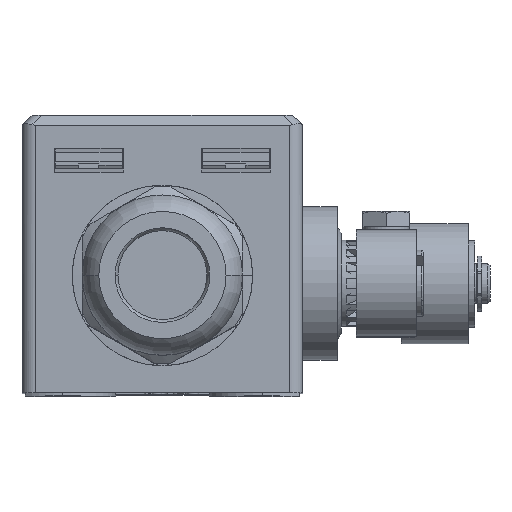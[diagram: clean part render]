
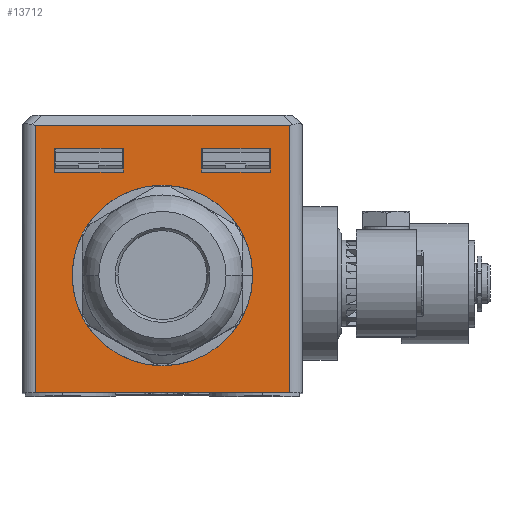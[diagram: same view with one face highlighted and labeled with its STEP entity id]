
A CAD part, top view. The second image highlights one B-rep face of the part: STEP entity #13712.
In plain terms, the highlighted planar face has unit normal (0, 0, 1).
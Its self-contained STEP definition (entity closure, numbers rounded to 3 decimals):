
#2526 = VERTEX_POINT ( 'NONE', #67102 ) ;
#8998 = ORIENTED_EDGE ( 'NONE', *, *, #31036, .F. ) ;
#8999 = ORIENTED_EDGE ( 'NONE', *, *, #31037, .T. ) ;
#9000 = ORIENTED_EDGE ( 'NONE', *, *, #31038, .T. ) ;
#9001 = ORIENTED_EDGE ( 'NONE', *, *, #31039, .F. ) ;
#9002 = ORIENTED_EDGE ( 'NONE', *, *, #31040, .F. ) ;
#9003 = ORIENTED_EDGE ( 'NONE', *, *, #31041, .F. ) ;
#9004 = ORIENTED_EDGE ( 'NONE', *, *, #31042, .T. ) ;
#9005 = ORIENTED_EDGE ( 'NONE', *, *, #31043, .T. ) ;
#9006 = ORIENTED_EDGE ( 'NONE', *, *, #31044, .F. ) ;
#9007 = ORIENTED_EDGE ( 'NONE', *, *, #52655, .F. ) ;
#9008 = ORIENTED_EDGE ( 'NONE', *, *, #49658, .T. ) ;
#9009 = ORIENTED_EDGE ( 'NONE', *, *, #31045, .T. ) ;
#9010 = ORIENTED_EDGE ( 'NONE', *, *, #31046, .T. ) ;
#9011 = ORIENTED_EDGE ( 'NONE', *, *, #31047, .T. ) ;
#13712 = ADVANCED_FACE ( 'NONE', ( #59164, #59195, #59197, #59198 ), #59199, .F. ) ;
#21042 = LINE ( 'NONE', #21051, #39845 ) ;
#21046 = LINE ( 'NONE', #21054, #39847 ) ;
#21049 = LINE ( 'NONE', #21057, #39849 ) ;
#21051 = CARTESIAN_POINT ( 'NONE',  ( 5.85, 32.971, 46.25 ) ) ;
#21052 = LINE ( 'NONE', #21063, #39851 ) ;
#21053 = DIRECTION ( 'NONE',  ( 1., 0., 0. ) ) ;
#21054 = CARTESIAN_POINT ( 'NONE',  ( 5.85, 36.5, 46.25 ) ) ;
#21055 = LINE ( 'NONE', #21066, #39855 ) ;
#21056 = DIRECTION ( 'NONE',  ( 0., 1., 0. ) ) ;
#21057 = CARTESIAN_POINT ( 'NONE',  ( 5.85, 36.5, 46.25 ) ) ;
#21058 = DIRECTION ( 'NONE',  ( 1., 0., 0. ) ) ;
#21059 = LINE ( 'NONE', #21061, #39853 ) ;
#21060 = LINE ( 'NONE', #21068, #39858 ) ;
#21061 = CARTESIAN_POINT ( 'NONE',  ( 16.15, 36.5, 46.25 ) ) ;
#21062 = DIRECTION ( 'NONE',  ( 0., 1., 0. ) ) ;
#21063 = CARTESIAN_POINT ( 'NONE',  ( -5.85, 36.5, 46.25 ) ) ;
#21064 = LINE ( 'NONE', #21071, #39860 ) ;
#21065 = DIRECTION ( 'NONE',  ( -1., 0., 0. ) ) ;
#21066 = CARTESIAN_POINT ( 'NONE',  ( -5.85, 36.5, 46.25 ) ) ;
#21067 = DIRECTION ( 'NONE',  ( 0., 1., 0. ) ) ;
#21068 = CARTESIAN_POINT ( 'NONE',  ( -5.85, 32.971, 46.25 ) ) ;
#21069 = CARTESIAN_POINT ( 'NONE',  ( 19., 33.5, 46.25 ) ) ;
#21070 = DIRECTION ( 'NONE',  ( -1., 0., 0. ) ) ;
#21071 = CARTESIAN_POINT ( 'NONE',  ( -16.15, 36.5, 46.25 ) ) ;
#21072 = DIRECTION ( 'NONE',  ( 0., 1., 0. ) ) ;
#21073 = LINE ( 'NONE', #21081, #39866 ) ;
#21075 = LINE ( 'NONE', #21069, #39862 ) ;
#21076 = CARTESIAN_POINT ( 'NONE',  ( 0., 17.5, 46.25 ) ) ;
#21077 = DIRECTION ( 'NONE',  ( 0., 0., 1. ) ) ;
#21078 = DIRECTION ( 'NONE',  ( 1., 0., 0. ) ) ;
#21080 = DIRECTION ( 'NONE',  ( 0., 1., 0. ) ) ;
#21081 = CARTESIAN_POINT ( 'NONE',  ( -21., 40., 46.25 ) ) ;
#21082 = DIRECTION ( 'NONE',  ( -1., 0., 0. ) ) ;
#21083 = LINE ( 'NONE', #21084, #39873 ) ;
#21084 = CARTESIAN_POINT ( 'NONE',  ( -19., 33.5, 46.25 ) ) ;
#21085 = DIRECTION ( 'NONE',  ( 0., -1., 0. ) ) ;
#21952 = VERTEX_POINT ( 'NONE', #45617 ) ;
#21954 = VERTEX_POINT ( 'NONE', #45619 ) ;
#22628 = VERTEX_POINT ( 'NONE', #45931 ) ;
#22732 = AXIS2_PLACEMENT_3D ( 'NONE', #59194, #59163, #59200 ) ;
#23486 = VECTOR ( 'NONE', #57070, 1000. ) ;
#31036 = EDGE_CURVE ( 'NONE', #54711, #54718, #21042, .T. ) ;
#31037 = EDGE_CURVE ( 'NONE', #54711, #54721, #21046, .T. ) ;
#31038 = EDGE_CURVE ( 'NONE', #54721, #54722, #21049, .T. ) ;
#31039 = EDGE_CURVE ( 'NONE', #54718, #54722, #21059, .T. ) ;
#31040 = EDGE_CURVE ( 'NONE', #54705, #54723, #21052, .T. ) ;
#31041 = EDGE_CURVE ( 'NONE', #54719, #54705, #21055, .T. ) ;
#31042 = EDGE_CURVE ( 'NONE', #54719, #54726, #21060, .T. ) ;
#31043 = EDGE_CURVE ( 'NONE', #54726, #54723, #21064, .T. ) ;
#31044 = EDGE_CURVE ( 'NONE', #21954, #21952, #39864, .T. ) ;
#31045 = EDGE_CURVE ( 'NONE', #22628, #54724, #21075, .T. ) ;
#31046 = EDGE_CURVE ( 'NONE', #54724, #54728, #21073, .T. ) ;
#31047 = EDGE_CURVE ( 'NONE', #54728, #2526, #21083, .T. ) ;
#32600 = EDGE_LOOP ( 'NONE', ( #9002, #9003, #9004, #9005 ) ) ;
#32602 = EDGE_LOOP ( 'NONE', ( #9006, #9007 ) ) ;
#32603 = EDGE_LOOP ( 'NONE', ( #8998, #8999, #9000, #9001 ) ) ;
#32619 = EDGE_LOOP ( 'NONE', ( #9008, #9009, #9010, #9011 ) ) ;
#39845 = VECTOR ( 'NONE', #21053, 1000. ) ;
#39847 = VECTOR ( 'NONE', #21056, 1000. ) ;
#39849 = VECTOR ( 'NONE', #21058, 1000. ) ;
#39851 = VECTOR ( 'NONE', #21065, 1000. ) ;
#39853 = VECTOR ( 'NONE', #21062, 1000. ) ;
#39855 = VECTOR ( 'NONE', #21067, 1000. ) ;
#39858 = VECTOR ( 'NONE', #21070, 1000. ) ;
#39860 = VECTOR ( 'NONE', #21072, 1000. ) ;
#39862 = VECTOR ( 'NONE', #21080, 1000. ) ;
#39864 = CIRCLE ( 'NONE', #39868, 8.75 ) ;
#39866 = VECTOR ( 'NONE', #21082, 1000. ) ;
#39868 = AXIS2_PLACEMENT_3D ( 'NONE', #21076, #21077, #21078 ) ;
#39873 = VECTOR ( 'NONE', #21085, 1000. ) ;
#40209 = CARTESIAN_POINT ( 'NONE',  ( -5.85, 36.5, 46.25 ) ) ;
#40220 = CARTESIAN_POINT ( 'NONE',  ( 5.85, 32.971, 46.25 ) ) ;
#40233 = CARTESIAN_POINT ( 'NONE',  ( 16.15, 32.971, 46.25 ) ) ;
#40235 = CARTESIAN_POINT ( 'NONE',  ( -5.85, 32.971, 46.25 ) ) ;
#40239 = CARTESIAN_POINT ( 'NONE',  ( 5.85, 36.5, 46.25 ) ) ;
#40241 = CARTESIAN_POINT ( 'NONE',  ( 16.15, 36.5, 46.25 ) ) ;
#40243 = CARTESIAN_POINT ( 'NONE',  ( -16.15, 36.5, 46.25 ) ) ;
#40245 = CARTESIAN_POINT ( 'NONE',  ( 19., 40., 46.25 ) ) ;
#40248 = CARTESIAN_POINT ( 'NONE',  ( -16.15, 32.971, 46.25 ) ) ;
#40252 = CARTESIAN_POINT ( 'NONE',  ( -19., 40., 46.25 ) ) ;
#45617 = CARTESIAN_POINT ( 'NONE',  ( -8.75, 17.5, 46.25 ) ) ;
#45619 = CARTESIAN_POINT ( 'NONE',  ( 8.75, 17.5, 46.25 ) ) ;
#45931 = CARTESIAN_POINT ( 'NONE',  ( 19., 0., 46.25 ) ) ;
#46426 = CIRCLE ( 'NONE', #46428, 8.75 ) ;
#46428 = AXIS2_PLACEMENT_3D ( 'NONE', #64465, #64466, #64467 ) ;
#49658 = EDGE_CURVE ( 'NONE', #2526, #22628, #57042, .T. ) ;
#52655 = EDGE_CURVE ( 'NONE', #21952, #21954, #46426, .T. ) ;
#54705 = VERTEX_POINT ( 'NONE', #40209 ) ;
#54711 = VERTEX_POINT ( 'NONE', #40220 ) ;
#54718 = VERTEX_POINT ( 'NONE', #40233 ) ;
#54719 = VERTEX_POINT ( 'NONE', #40235 ) ;
#54721 = VERTEX_POINT ( 'NONE', #40239 ) ;
#54722 = VERTEX_POINT ( 'NONE', #40241 ) ;
#54723 = VERTEX_POINT ( 'NONE', #40243 ) ;
#54724 = VERTEX_POINT ( 'NONE', #40245 ) ;
#54726 = VERTEX_POINT ( 'NONE', #40248 ) ;
#54728 = VERTEX_POINT ( 'NONE', #40252 ) ;
#57042 = LINE ( 'NONE', #57045, #23486 ) ;
#57045 = CARTESIAN_POINT ( 'NONE',  ( -21., 0., 46.25 ) ) ;
#57070 = DIRECTION ( 'NONE',  ( 1., 0., 0. ) ) ;
#59163 = DIRECTION ( 'NONE',  ( 0., 0., -1. ) ) ;
#59164 = FACE_BOUND ( 'NONE', #32603, .T. ) ;
#59194 = CARTESIAN_POINT ( 'NONE',  ( -21., 33.5, 46.25 ) ) ;
#59195 = FACE_BOUND ( 'NONE', #32600, .T. ) ;
#59197 = FACE_BOUND ( 'NONE', #32602, .T. ) ;
#59198 = FACE_OUTER_BOUND ( 'NONE', #32619, .T. ) ;
#59199 = PLANE ( 'NONE',  #22732 ) ;
#59200 = DIRECTION ( 'NONE',  ( -1., 0., 0. ) ) ;
#64465 = CARTESIAN_POINT ( 'NONE',  ( 0., 17.5, 46.25 ) ) ;
#64466 = DIRECTION ( 'NONE',  ( 0., 0., 1. ) ) ;
#64467 = DIRECTION ( 'NONE',  ( 1., 0., 0. ) ) ;
#67102 = CARTESIAN_POINT ( 'NONE',  ( -19., 0., 46.25 ) ) ;
